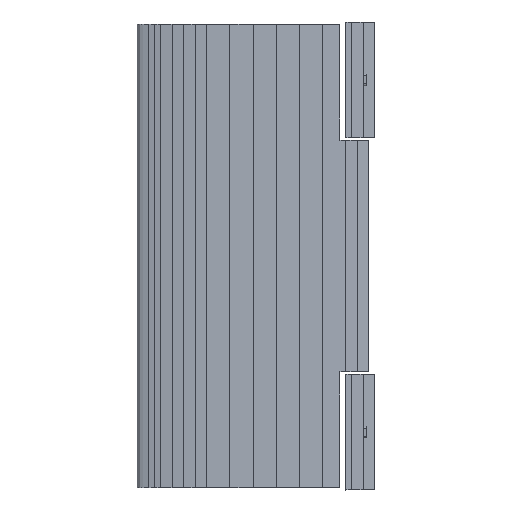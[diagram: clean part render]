
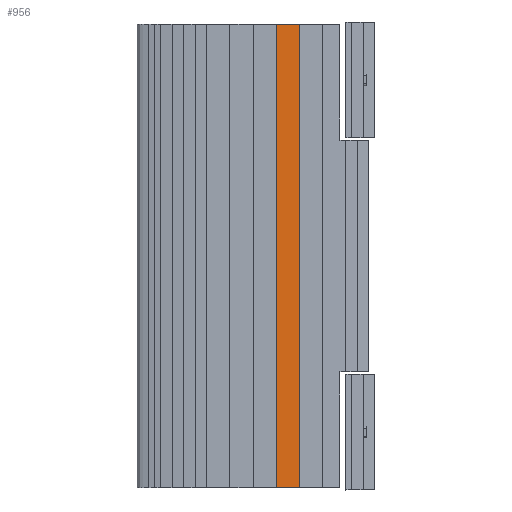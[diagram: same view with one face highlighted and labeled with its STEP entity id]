
A CAD part, top view. The second image highlights one B-rep face of the part: STEP entity #956.
In plain terms, the highlighted free-form (B-spline) face has degree [1, 2] with [2, 3] control points.
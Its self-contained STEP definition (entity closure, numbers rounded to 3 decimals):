
#821 = VERTEX_POINT('',#822);
#822 = CARTESIAN_POINT('',(120.,0.,6.086));
#828 = EDGE_CURVE('',#829,#821,#831,.T.);
#829 = VERTEX_POINT('',#830);
#830 = CARTESIAN_POINT('',(140.,0.,4.886));
#831 = LINE('',#832,#833);
#832 = CARTESIAN_POINT('',(140.,0.,4.886));
#833 = VECTOR('',#834,1.);
#834 = DIRECTION('',(-0.998,0.,0.06));
#935 = EDGE_CURVE('',#829,#936,#938,.T.);
#936 = VERTEX_POINT('',#937);
#937 = CARTESIAN_POINT('',(140.,400.,4.886));
#938 = B_SPLINE_CURVE_WITH_KNOTS('',2,(#939,#940,#941),.UNSPECIFIED.,.F.
  ,.F.,(3,3),(0.,1.),.PIECEWISE_BEZIER_KNOTS.);
#939 = CARTESIAN_POINT('',(140.,0.,4.886));
#940 = CARTESIAN_POINT('',(140.,200.,4.886));
#941 = CARTESIAN_POINT('',(140.,400.,4.886));
#956 = ADVANCED_FACE('',(#957),#975,.F.);
#957 = FACE_BOUND('',#958,.F.);
#958 = EDGE_LOOP('',(#959,#960,#968,#974));
#959 = ORIENTED_EDGE('',*,*,#828,.T.);
#960 = ORIENTED_EDGE('',*,*,#961,.T.);
#961 = EDGE_CURVE('',#821,#962,#964,.T.);
#962 = VERTEX_POINT('',#963);
#963 = CARTESIAN_POINT('',(120.,400.,6.086));
#964 = B_SPLINE_CURVE_WITH_KNOTS('',2,(#965,#966,#967),.UNSPECIFIED.,.F.
  ,.F.,(3,3),(0.,1.),.PIECEWISE_BEZIER_KNOTS.);
#965 = CARTESIAN_POINT('',(120.,0.,6.086));
#966 = CARTESIAN_POINT('',(120.,200.,6.086));
#967 = CARTESIAN_POINT('',(120.,400.,6.086));
#968 = ORIENTED_EDGE('',*,*,#969,.F.);
#969 = EDGE_CURVE('',#936,#962,#970,.T.);
#970 = LINE('',#971,#972);
#971 = CARTESIAN_POINT('',(140.,400.,4.886));
#972 = VECTOR('',#973,1.);
#973 = DIRECTION('',(-0.998,0.,0.06));
#974 = ORIENTED_EDGE('',*,*,#935,.F.);
#975 = B_SPLINE_SURFACE_WITH_KNOTS('',1,2,(
    (#976,#977,#978)
    ,(#979,#980,#981
    )),.UNSPECIFIED.,.F.,.F.,.F.,(2,2),(3,3),(4.,5.),(0.,1.),
  .PIECEWISE_BEZIER_KNOTS.);
#976 = CARTESIAN_POINT('',(140.,0.,4.886));
#977 = CARTESIAN_POINT('',(140.,200.,4.886));
#978 = CARTESIAN_POINT('',(140.,400.,4.886));
#979 = CARTESIAN_POINT('',(120.,0.,6.086));
#980 = CARTESIAN_POINT('',(120.,200.,6.086));
#981 = CARTESIAN_POINT('',(120.,400.,6.086));
